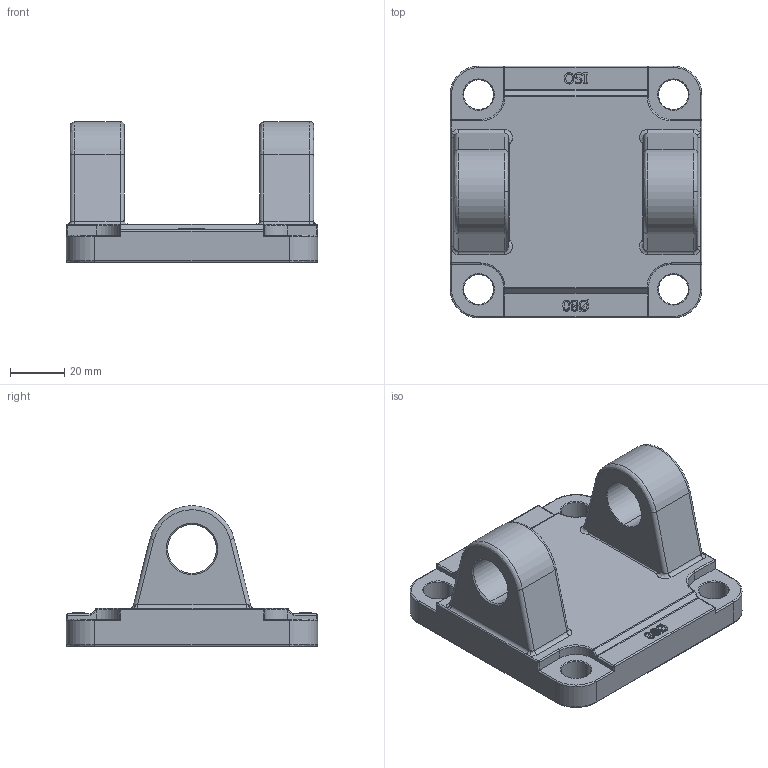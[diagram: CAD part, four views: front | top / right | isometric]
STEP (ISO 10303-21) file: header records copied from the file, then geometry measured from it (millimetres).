
FILE_DESCRIPTION (( 'STEP AP214' ), '1' );
FILE_NAME ('RD001504.STEP', '2018-08-27T10:21:31', ( '' ), ( '' ), 'SwSTEP 2.0', 'SolidWorks 2018', '' );
FILE_SCHEMA (( 'AUTOMOTIVE_DESIGN' ));
Length unit declared in the file: millimetre
Products named in the file (1): RD001504
Bounding box: 93 x 93 x 52 mm (x, y, z)
Volume: 128749.5 mm3; surface area: 33303.5 mm2
Topology: 1 solids, 1 shells, 398 faces, 1013 edges, 628 vertices
Faces by surface type: bspline 123, plane 101, cone 90, cylinder 84
Entity records: 13961 total; most frequent: CARTESIAN_POINT 4997, ORIENTED_EDGE 2006, DIRECTION 1633, EDGE_CURVE 1003, VERTEX_POINT 628, AXIS2_PLACEMENT_3D 578, VECTOR 477, LINE 477
